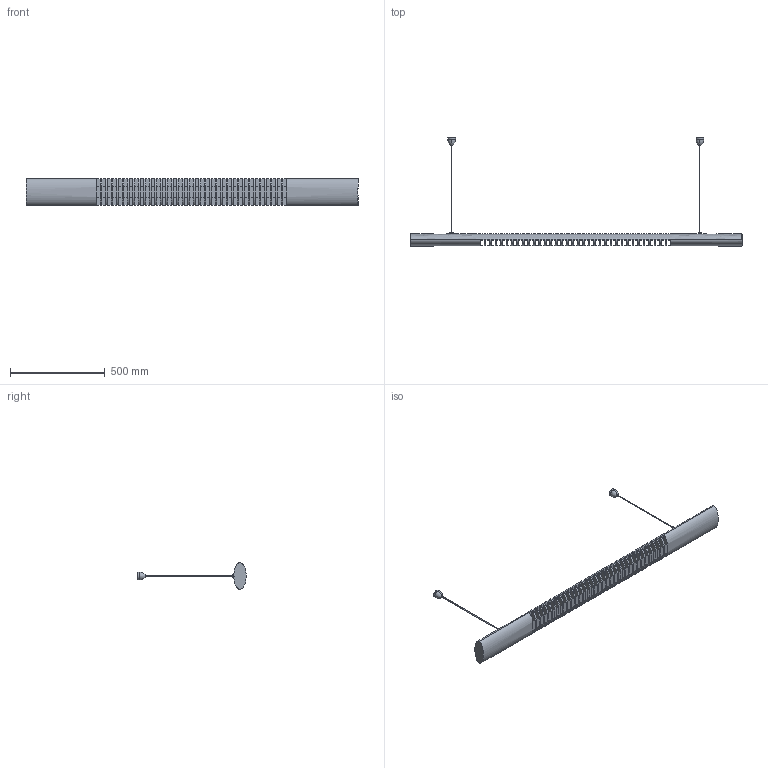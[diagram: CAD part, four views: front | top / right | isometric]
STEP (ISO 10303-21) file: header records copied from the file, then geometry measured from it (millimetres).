
FILE_DESCRIPTION (( 'STEP AP214' ), '1' );
FILE_NAME ('RIVAL LED 60.STEP', '2018-07-25T10:22:46', ( '' ), ( '' ), 'SwSTEP 2.0', 'SolidWorks 2013', '' );
FILE_SCHEMA (( 'AUTOMOTIVE_DESIGN' ));
Length unit declared in the file: millimetre
Products named in the file (1): RIVAL LED 60
Bounding box: 1755 x 572.48 x 140 mm (x, y, z)
Volume: 10217376.9 mm3; surface area: 926938.8 mm2
Topology: 1 solids, 1 shells, 166 faces, 540 edges, 312 vertices
Faces by surface type: plane 148, cylinder 12, torus 4, bspline 2
Entity records: 7826 total; most frequent: CARTESIAN_POINT 1653, ORIENTED_EDGE 1080, DIRECTION 750, EDGE_CURVE 540, LINE 364, VECTOR 364, VERTEX_POINT 312, AXIS2_PLACEMENT_3D 193
